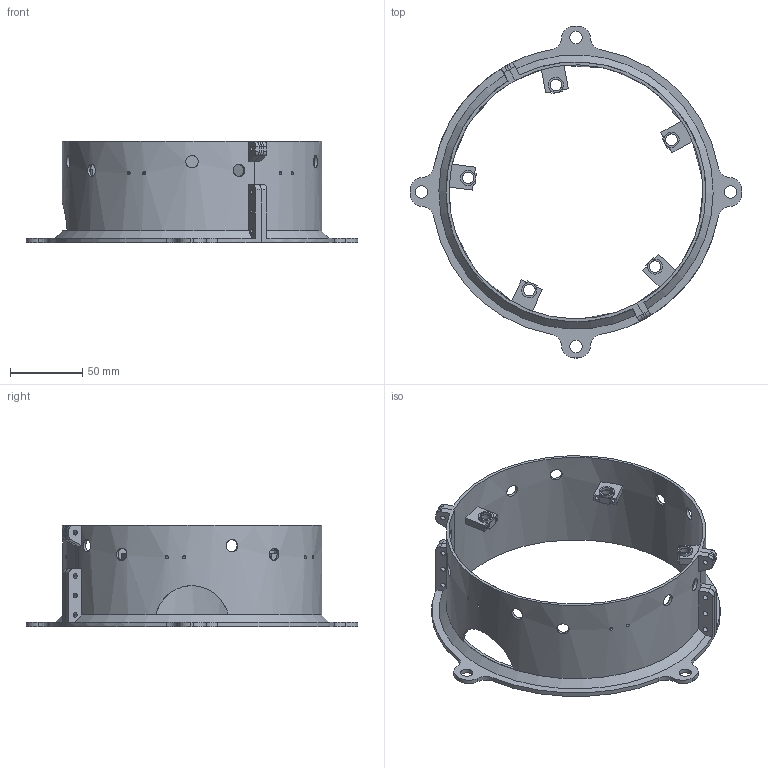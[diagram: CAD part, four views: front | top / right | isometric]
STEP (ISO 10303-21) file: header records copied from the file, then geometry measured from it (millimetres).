
FILE_DESCRIPTION(/* description */ (''),/* implementation_level */ '2;1');
FILE_NAME(/* name */ 'BaseWall v54.step',/* time_stamp */ '2020-12-07T19:01:56-05:00',/* author */ (''),/* organization */ (''),/* preprocessor_version */ 'ST-DEVELOPER v18.1',/* originating_system */ 'Autodesk Translation Framework v9.3.0.1241',/* authorisation */ '');
FILE_SCHEMA (('AUTOMOTIVE_DESIGN { 1 0 10303 214 3 1 1 }'));
Length unit declared in the file: millimetre
Products named in the file (1): BaseWall
Bounding box: 230 x 230 x 70 mm (x, y, z)
Volume: 116427.4 mm3; surface area: 103125.1 mm2
Topology: 7 solids, 7 shells, 213 faces, 584 edges, 395 vertices
Faces by surface type: cylinder 105, plane 86, torus 12, cone 6, bspline 4
Full cylindrical faces by diameter (mm): 2.3 x20, 3.2 x16, 8 x5, 8.5 x19, 10.465 x5
Entity records: 9142 total; most frequent: CARTESIAN_POINT 3510, ORIENTED_EDGE 1168, DIRECTION 1077, EDGE_CURVE 584, AXIS2_PLACEMENT_3D 396, VERTEX_POINT 395, EDGE_LOOP 335, LINE 285
